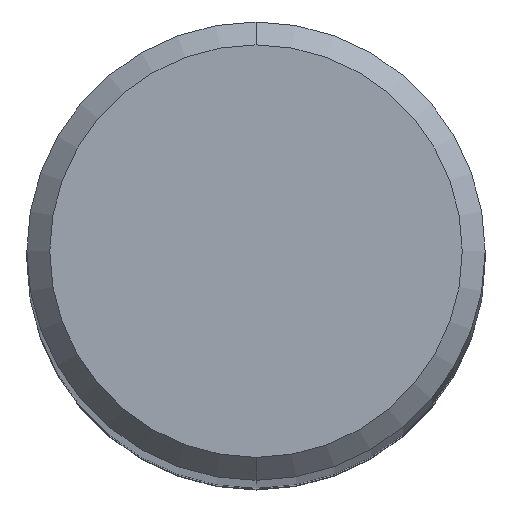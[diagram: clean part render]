
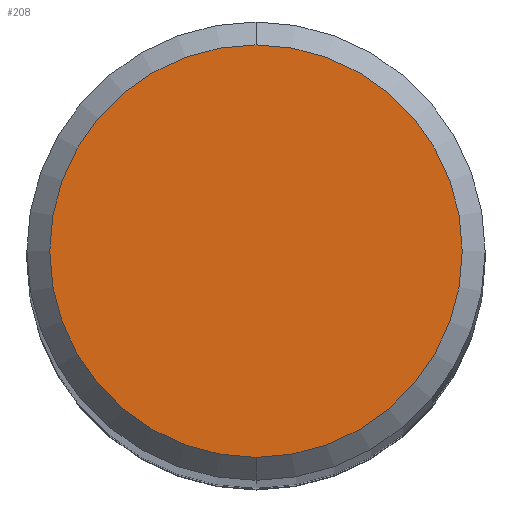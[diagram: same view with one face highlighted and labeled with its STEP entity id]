
A CAD part, top view. The second image highlights one B-rep face of the part: STEP entity #208.
In plain terms, the highlighted planar face has unit normal (0, 0, 1).
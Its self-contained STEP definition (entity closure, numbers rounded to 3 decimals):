
#120=EDGE_CURVE('',#146,#156,#259,.T.);
#146=VERTEX_POINT('',#286);
#156=VERTEX_POINT('',#298);
#162=EDGE_CURVE('',#156,#146,#306,.T.);
#208=ADVANCED_FACE('',(#360),#361,.T.);
#259=CIRCLE('',#421,3.6);
#286=CARTESIAN_POINT('',(0.,-3.6,0.0));
#298=CARTESIAN_POINT('',(0.0,3.6,0.0));
#306=CIRCLE('',#476,3.6);
#360=FACE_OUTER_BOUND('',#537,.T.);
#361=PLANE('',#538);
#421=AXIS2_PLACEMENT_3D('',#572,#573,#574);
#476=AXIS2_PLACEMENT_3D('',#627,#628,#629);
#537=EDGE_LOOP('',(#711,#712));
#538=AXIS2_PLACEMENT_3D('',#713,#714,#715);
#572=CARTESIAN_POINT('',(0.0,0.0,0.0));
#573=DIRECTION('',(0.0,0.0,-1.0));
#574=DIRECTION('',(0.0,1.0,0.0));
#627=CARTESIAN_POINT('',(0.0,0.0,0.0));
#628=DIRECTION('',(0.0,0.0,-1.0));
#629=DIRECTION('',(0.0,1.0,0.0));
#711=ORIENTED_EDGE('',*,*,#162,.F.);
#712=ORIENTED_EDGE('',*,*,#120,.F.);
#713=CARTESIAN_POINT('',(0.0,1.8,0.0));
#714=DIRECTION('',(-0.0,0.0,1.0));
#715=DIRECTION('',(0.0,-1.0,0.0));
